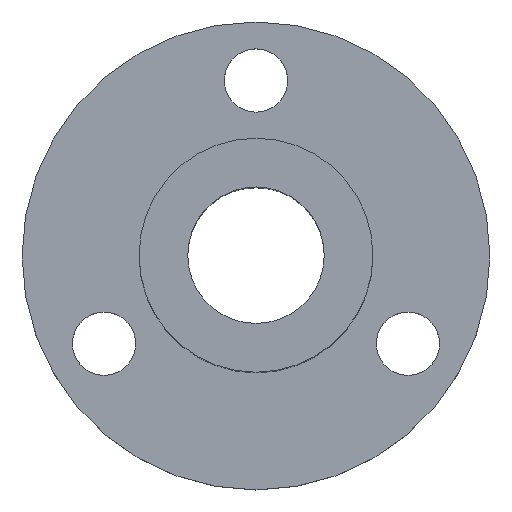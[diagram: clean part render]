
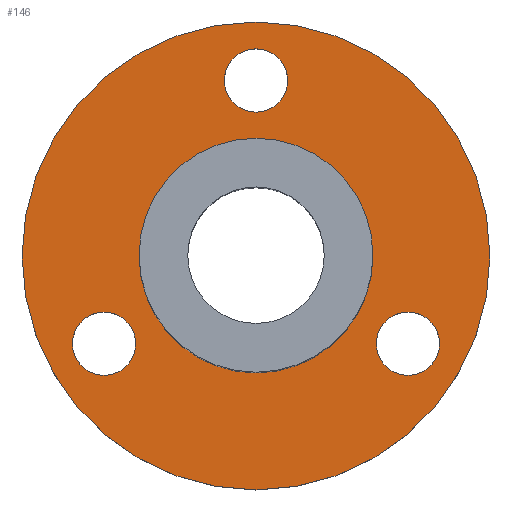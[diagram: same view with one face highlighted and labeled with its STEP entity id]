
A CAD part, top view. The second image highlights one B-rep face of the part: STEP entity #146.
In plain terms, the highlighted planar face has unit normal (0, 0, 1).
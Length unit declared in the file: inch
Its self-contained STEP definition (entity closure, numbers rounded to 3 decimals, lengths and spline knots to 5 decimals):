
#13=PLANE($,#170);
#22=FACE_BOUND($,#54,.T.);
#23=FACE_BOUND($,#55,.T.);
#24=FACE_BOUND($,#56,.T.);
#25=FACE_BOUND($,#57,.T.);
#37=FACE_OUTER_BOUND($,#53,.T.);
#53=EDGE_LOOP($,(#113));
#54=EDGE_LOOP($,(#114));
#55=EDGE_LOOP($,(#115));
#56=EDGE_LOOP($,(#116));
#57=EDGE_LOOP($,(#117));
#63=CIRCLE($,#152,0.375);
#68=CIRCLE($,#159,0.1015);
#70=CIRCLE($,#162,0.1015);
#72=CIRCLE($,#165,0.1015);
#74=CIRCLE($,#168,0.75);
#75=VERTEX_POINT($,#218);
#80=VERTEX_POINT($,#230);
#82=VERTEX_POINT($,#235);
#84=VERTEX_POINT($,#240);
#86=VERTEX_POINT($,#245);
#87=EDGE_CURVE($,#75,#75,#63,.T.);
#92=EDGE_CURVE($,#80,#80,#68,.T.);
#94=EDGE_CURVE($,#82,#82,#70,.T.);
#96=EDGE_CURVE($,#84,#84,#72,.T.);
#98=EDGE_CURVE($,#86,#86,#74,.T.);
#113=ORIENTED_EDGE($,*,*,#98,.T.);
#114=ORIENTED_EDGE($,*,*,#87,.F.);
#115=ORIENTED_EDGE($,*,*,#92,.T.);
#116=ORIENTED_EDGE($,*,*,#94,.T.);
#117=ORIENTED_EDGE($,*,*,#96,.T.);
#146=ADVANCED_FACE($,(#37,#22,#23,#24,#25),#13,.T.);
#152=AXIS2_PLACEMENT_3D($,#219,#176,#177);
#159=AXIS2_PLACEMENT_3D($,#231,#190,#191);
#162=AXIS2_PLACEMENT_3D($,#236,#196,#197);
#165=AXIS2_PLACEMENT_3D($,#241,#202,#203);
#168=AXIS2_PLACEMENT_3D($,#246,#208,#209);
#170=AXIS2_PLACEMENT_3D($,#248,#212,#213);
#176=DIRECTION('center_axis',(0.,0.,1.));
#177=DIRECTION('ref_axis',(1.,0.,0.));
#190=DIRECTION('center_axis',(0.,0.,-1.));
#191=DIRECTION('ref_axis',(1.,0.,0.));
#196=DIRECTION('center_axis',(0.,0.,-1.));
#197=DIRECTION('ref_axis',(1.,0.,0.));
#202=DIRECTION('center_axis',(0.,0.,-1.));
#203=DIRECTION('ref_axis',(1.,0.,0.));
#208=DIRECTION('center_axis',(0.,0.,1.));
#209=DIRECTION('ref_axis',(1.,0.,0.));
#212=DIRECTION('center_axis',(0.,0.,1.));
#213=DIRECTION('ref_axis',(1.,0.,0.));
#218=CARTESIAN_POINT('',(0.375,0.,0.188));
#219=CARTESIAN_POINT('Origin',(0.,0.,0.188));
#230=CARTESIAN_POINT('',(0.1015,0.5625,0.188));
#231=CARTESIAN_POINT('Origin',(0.,0.5625,0.188));
#235=CARTESIAN_POINT('',(0.58864,-0.28125,0.188));
#236=CARTESIAN_POINT('Origin',(0.48714,-0.28125,0.188));
#240=CARTESIAN_POINT('',(-0.38564,-0.28125,0.188));
#241=CARTESIAN_POINT('Origin',(-0.48714,-0.28125,0.188));
#245=CARTESIAN_POINT('',(0.75,0.,0.188));
#246=CARTESIAN_POINT('Origin',(0.,0.,0.188));
#248=CARTESIAN_POINT('Origin',(0.,0.,0.188));
